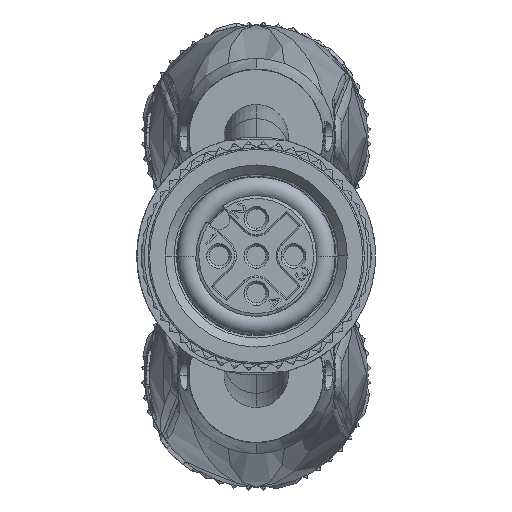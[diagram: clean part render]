
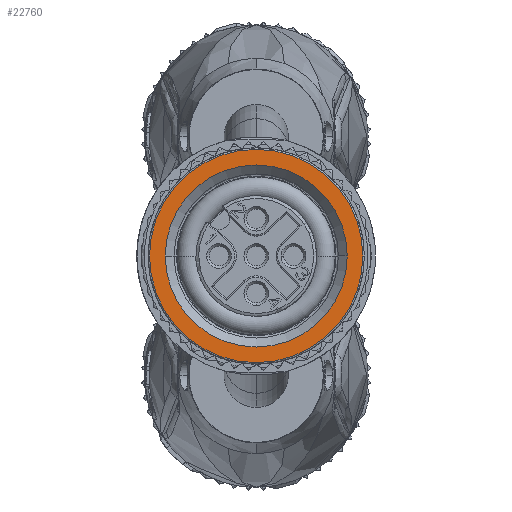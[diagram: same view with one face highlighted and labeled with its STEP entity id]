
A CAD part, left-side view. The second image highlights one B-rep face of the part: STEP entity #22760.
In plain terms, the highlighted planar face has unit normal (-1, 0, 0).
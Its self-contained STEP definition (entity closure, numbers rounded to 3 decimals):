
#131=CARTESIAN_POINT('',(0.7,0.,0.));
#132=DIRECTION('',(1.,0.,0.));
#133=DIRECTION('',(0.,0.,-1.));
#134=AXIS2_PLACEMENT_3D('',#131,#132,#133);
#154=CARTESIAN_POINT('',(0.7,0.,0.));
#155=DIRECTION('',(-1.,0.,0.));
#156=DIRECTION('',(0.,0.,-1.));
#157=AXIS2_PLACEMENT_3D('',#154,#155,#156);
#170=CARTESIAN_POINT('',(0.7,0.,0.));
#171=DIRECTION('',(-1.,0.,0.));
#172=DIRECTION('',(0.,0.,1.));
#173=AXIS2_PLACEMENT_3D('',#170,#171,#172);
#15499=CARTESIAN_POINT('',(0.7,0.,0.));
#15500=DIRECTION('',(1.,0.,0.));
#15501=DIRECTION('',(0.,0.,1.));
#15502=AXIS2_PLACEMENT_3D('',#15499,#15500,#15501);
#21650=CARTESIAN_POINT('',(0.7,0.,7.15));
#21651=VERTEX_POINT('',#21650);
#21652=CARTESIAN_POINT('',(0.7,0.,-7.15));
#21653=VERTEX_POINT('',#21652);
#21655=CARTESIAN_POINT('',(0.7,0.,-6.1));
#21657=VERTEX_POINT('',#21655);
#21659=CARTESIAN_POINT('',(0.7,0.,6.1));
#21661=VERTEX_POINT('',#21659);
#22744=CARTESIAN_POINT('',(0.7,0.,0.));
#22745=DIRECTION('',(-1.,0.,0.));
#22746=DIRECTION('',(0.,0.,1.));
#22747=AXIS2_PLACEMENT_3D('',#22744,#22745,#22746);
#22748=PLANE('',#22747);
#22750=ORIENTED_EDGE('',*,*,#22749,.F.);
#22752=ORIENTED_EDGE('',*,*,#22751,.F.);
#22753=EDGE_LOOP('',(#22750,#22752));
#22754=FACE_OUTER_BOUND('',#22753,.F.);
#22756=ORIENTED_EDGE('',*,*,#22755,.F.);
#22757=ORIENTED_EDGE('',*,*,#22734,.F.);
#22758=EDGE_LOOP('',(#22756,#22757));
#22759=FACE_BOUND('',#22758,.F.);
#22760=ADVANCED_FACE('',(#22754,#22759),#22748,.T.);
#135=CIRCLE('',#134,6.1);
#158=CIRCLE('',#157,7.15);
#174=CIRCLE('',#173,7.15);
#15503=CIRCLE('',#15502,6.1);
#22734=EDGE_CURVE('',#21657,#21661,#135,.T.);
#22749=EDGE_CURVE('',#21653,#21651,#158,.T.);
#22751=EDGE_CURVE('',#21651,#21653,#174,.T.);
#22755=EDGE_CURVE('',#21661,#21657,#15503,.T.);
